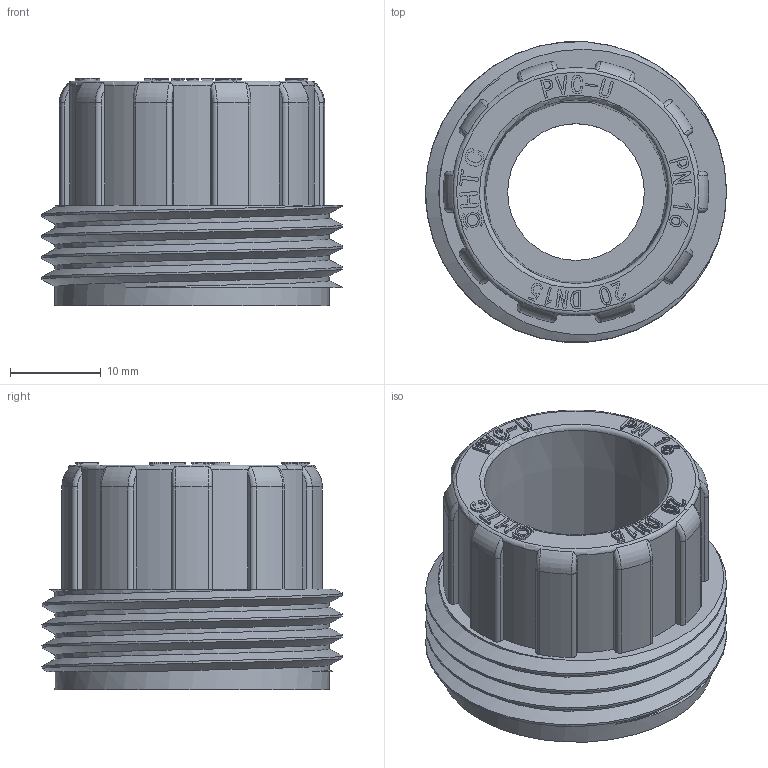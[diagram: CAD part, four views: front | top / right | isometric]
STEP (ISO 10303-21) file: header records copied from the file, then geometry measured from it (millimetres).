
FILE_DESCRIPTION(/* description */ (''),/* implementation_level */ '2;1');
FILE_NAME(/* name */ 'AF0600.SKM.020.step',/* time_stamp */ '2026-01-07T07:58:12+01:00',/* author */ (''),/* organization */ (''),/* preprocessor_version */ 'ST-DEVELOPER v20.1',/* originating_system */ 'Autodesk Translation Framework v14.21.0.0',/* authorisation */ '');
FILE_SCHEMA (('AUTOMOTIVE_DESIGN { 1 0 10303 214 3 1 1 }'));
Length unit declared in the file: millimetre
Products named in the file (1): 2026-01-07-06-15-57-130
Bounding box: 33.25 x 33.18 x 25.1 mm (x, y, z)
Volume: 9544.6 mm3; surface area: 6153 mm2
Topology: 1 solids, 1 shells, 861 faces, 2464 edges, 1635 vertices
Faces by surface type: plane 760, cylinder 59, bspline 29, torus 12, cone 1
Full cylindrical faces by diameter (mm): 1.226 x1, 1.635 x1, 15.1 x1, 19.8 x1, 26 x1, 30.291 x4, 33.249 x3
Entity records: 30923 total; most frequent: CARTESIAN_POINT 8577, ORIENTED_EDGE 4928, DIRECTION 4137, EDGE_CURVE 2464, LINE 2221, VECTOR 2221, VERTEX_POINT 1635, AXIS2_PLACEMENT_3D 958
